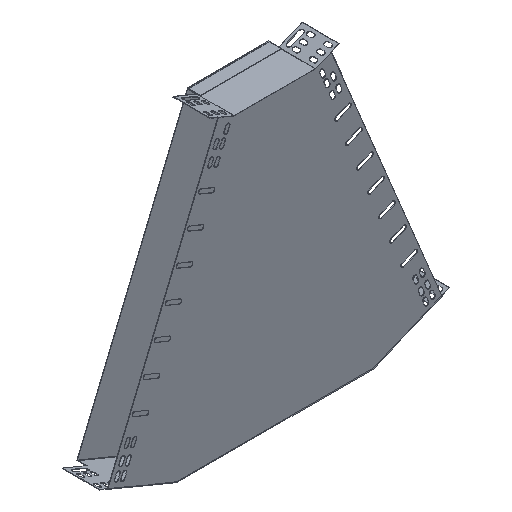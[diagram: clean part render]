
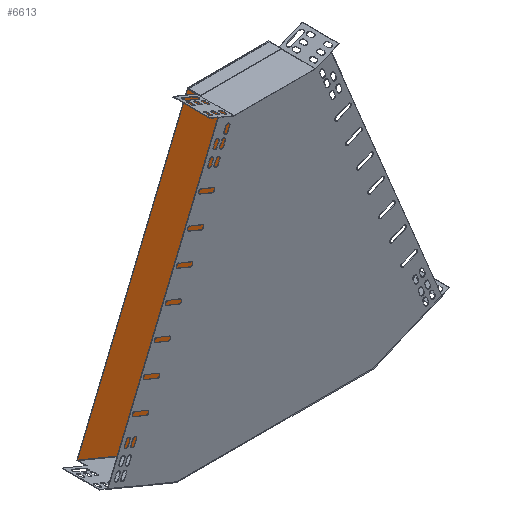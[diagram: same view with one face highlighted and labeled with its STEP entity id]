
A CAD part, isometric view. The second image highlights one B-rep face of the part: STEP entity #6613.
In plain terms, the highlighted planar face has unit normal (0, -1, 0).
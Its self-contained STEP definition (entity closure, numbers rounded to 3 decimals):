
#142 = ORIENTED_EDGE ( 'NONE', *, *, #2657, .T. ) ;
#500 = EDGE_CURVE ( 'NONE', #1836, #10008, #900, .T. ) ;
#568 = LINE ( 'NONE', #8440, #833 ) ;
#753 = CARTESIAN_POINT ( 'NONE',  ( -143.67, 219.156, -215.659 ) ) ;
#833 = VECTOR ( 'NONE', #4366, 1000. ) ;
#900 = LINE ( 'NONE', #753, #4683 ) ;
#919 = LINE ( 'NONE', #8871, #7138 ) ;
#1149 = VECTOR ( 'NONE', #1670, 1000. ) ;
#1263 = ORIENTED_EDGE ( 'NONE', *, *, #7789, .F. ) ;
#1273 = CARTESIAN_POINT ( 'NONE',  ( -235.555, 219.156, -176.598 ) ) ;
#1335 = CARTESIAN_POINT ( 'NONE',  ( 196.664, 219.156, -215.659 ) ) ;
#1483 = VERTEX_POINT ( 'NONE', #7231 ) ;
#1506 = CARTESIAN_POINT ( 'NONE',  ( 97.208, 219.156, 285.341 ) ) ;
#1589 = EDGE_CURVE ( 'NONE', #1836, #7478, #7638, .T. ) ;
#1670 = DIRECTION ( 'NONE',  ( 1., 0., 0. ) ) ;
#1836 = VERTEX_POINT ( 'NONE', #2773 ) ;
#2005 = EDGE_LOOP ( 'NONE', ( #7879, #9145, #1263, #10423, #8766, #9280, #3526, #2146, #6355, #142 ) ) ;
#2095 = CARTESIAN_POINT ( 'NONE',  ( 196.664, 219.156, -214.659 ) ) ;
#2146 = ORIENTED_EDGE ( 'NONE', *, *, #500, .F. ) ;
#2209 = VERTEX_POINT ( 'NONE', #2095 ) ;
#2289 = LINE ( 'NONE', #6363, #8784 ) ;
#2301 = LINE ( 'NONE', #3365, #6374 ) ;
#2319 = LINE ( 'NONE', #4722, #2571 ) ;
#2356 = CARTESIAN_POINT ( 'NONE',  ( 288.549, 219.156, -176.598 ) ) ;
#2481 = CARTESIAN_POINT ( 'NONE',  ( -44.214, 219.156, 286.341 ) ) ;
#2571 = VECTOR ( 'NONE', #3867, 1000. ) ;
#2655 = PLANE ( 'NONE',  #7126 ) ;
#2657 = EDGE_CURVE ( 'NONE', #7478, #2209, #8362, .T. ) ;
#2773 = CARTESIAN_POINT ( 'NONE',  ( -143.67, 219.156, -215.659 ) ) ;
#3054 = EDGE_CURVE ( 'NONE', #5551, #1483, #10136, .T. ) ;
#3165 = DIRECTION ( 'NONE',  ( 0., 0., -1. ) ) ;
#3294 = CARTESIAN_POINT ( 'NONE',  ( -44.214, 219.156, 286.341 ) ) ;
#3365 = CARTESIAN_POINT ( 'NONE',  ( 97.208, 219.156, 286.341 ) ) ;
#3386 = DIRECTION ( 'NONE',  ( 0.383, 0., 0.924 ) ) ;
#3526 = ORIENTED_EDGE ( 'NONE', *, *, #8201, .F. ) ;
#3602 = VECTOR ( 'NONE', #3386, 1000. ) ;
#3801 = EDGE_CURVE ( 'NONE', #9340, #2209, #568, .T. ) ;
#3867 = DIRECTION ( 'NONE',  ( 0.383, 0., -0.924 ) ) ;
#4353 = CARTESIAN_POINT ( 'NONE',  ( 196.664, 219.156, -215.659 ) ) ;
#4366 = DIRECTION ( 'NONE',  ( -0.924, 0., -0.383 ) ) ;
#4683 = VECTOR ( 'NONE', #5609, 1000. ) ;
#4715 = DIRECTION ( 'NONE',  ( -0.924, 0., 0.383 ) ) ;
#4722 = CARTESIAN_POINT ( 'NONE',  ( 97.208, 219.156, 285.341 ) ) ;
#5117 = DIRECTION ( 'NONE',  ( 0., 0., -1. ) ) ;
#5178 = VERTEX_POINT ( 'NONE', #1506 ) ;
#5336 = VERTEX_POINT ( 'NONE', #2481 ) ;
#5551 = VERTEX_POINT ( 'NONE', #1273 ) ;
#5609 = DIRECTION ( 'NONE',  ( 0., 0., 1. ) ) ;
#6351 = EDGE_CURVE ( 'NONE', #5178, #9340, #2319, .T. ) ;
#6355 = ORIENTED_EDGE ( 'NONE', *, *, #1589, .T. ) ;
#6363 = CARTESIAN_POINT ( 'NONE',  ( -235.555, 219.156, -176.598 ) ) ;
#6374 = VECTOR ( 'NONE', #9080, 1000. ) ;
#6613 = ADVANCED_FACE ( 'NONE', ( #10342 ), #2655, .T. ) ;
#6728 = CARTESIAN_POINT ( 'NONE',  ( 288.549, 219.156, -176.598 ) ) ;
#7126 = AXIS2_PLACEMENT_3D ( 'NONE', #6728, #10016, #5117 ) ;
#7138 = VECTOR ( 'NONE', #3165, 1000. ) ;
#7231 = CARTESIAN_POINT ( 'NONE',  ( -44.214, 219.156, 285.341 ) ) ;
#7279 = VECTOR ( 'NONE', #9007, 1000. ) ;
#7478 = VERTEX_POINT ( 'NONE', #1335 ) ;
#7638 = LINE ( 'NONE', #8955, #1149 ) ;
#7789 = EDGE_CURVE ( 'NONE', #8477, #5178, #2301, .T. ) ;
#7879 = ORIENTED_EDGE ( 'NONE', *, *, #3801, .F. ) ;
#8201 = EDGE_CURVE ( 'NONE', #10008, #5551, #2289, .T. ) ;
#8253 = CARTESIAN_POINT ( 'NONE',  ( -143.67, 219.156, -214.659 ) ) ;
#8330 = EDGE_CURVE ( 'NONE', #8477, #5336, #9167, .T. ) ;
#8362 = LINE ( 'NONE', #4353, #10525 ) ;
#8393 = CARTESIAN_POINT ( 'NONE',  ( 97.208, 219.156, 286.341 ) ) ;
#8440 = CARTESIAN_POINT ( 'NONE',  ( 288.549, 219.156, -176.598 ) ) ;
#8477 = VERTEX_POINT ( 'NONE', #8393 ) ;
#8766 = ORIENTED_EDGE ( 'NONE', *, *, #10507, .T. ) ;
#8784 = VECTOR ( 'NONE', #4715, 1000. ) ;
#8871 = CARTESIAN_POINT ( 'NONE',  ( -44.214, 219.156, 286.341 ) ) ;
#8955 = CARTESIAN_POINT ( 'NONE',  ( 196.664, 219.156, -215.659 ) ) ;
#9007 = DIRECTION ( 'NONE',  ( -1., 0., 0. ) ) ;
#9080 = DIRECTION ( 'NONE',  ( 0., 0., -1. ) ) ;
#9145 = ORIENTED_EDGE ( 'NONE', *, *, #6351, .F. ) ;
#9167 = LINE ( 'NONE', #3294, #7279 ) ;
#9245 = DIRECTION ( 'NONE',  ( 0., 0., 1. ) ) ;
#9280 = ORIENTED_EDGE ( 'NONE', *, *, #3054, .F. ) ;
#9340 = VERTEX_POINT ( 'NONE', #2356 ) ;
#9897 = CARTESIAN_POINT ( 'NONE',  ( -44.214, 219.156, 285.341 ) ) ;
#10008 = VERTEX_POINT ( 'NONE', #8253 ) ;
#10016 = DIRECTION ( 'NONE',  ( 0., -1., 0. ) ) ;
#10136 = LINE ( 'NONE', #9897, #3602 ) ;
#10342 = FACE_OUTER_BOUND ( 'NONE', #2005, .T. ) ;
#10423 = ORIENTED_EDGE ( 'NONE', *, *, #8330, .T. ) ;
#10507 = EDGE_CURVE ( 'NONE', #5336, #1483, #919, .T. ) ;
#10525 = VECTOR ( 'NONE', #9245, 1000. ) ;
